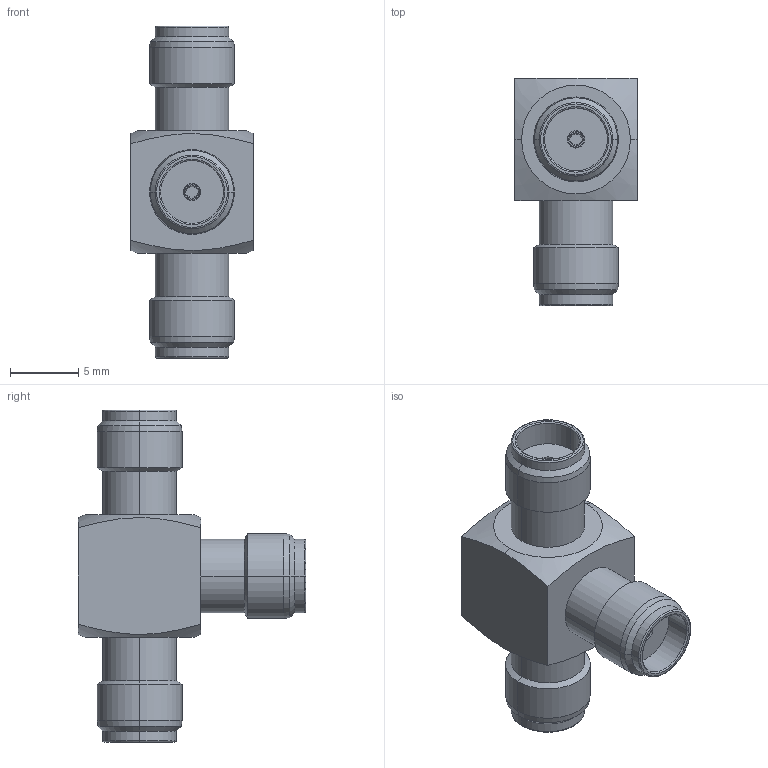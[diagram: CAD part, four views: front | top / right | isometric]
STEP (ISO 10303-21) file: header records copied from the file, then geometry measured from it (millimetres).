
FILE_DESCRIPTION (( 'STEP AP214' ), '1' );
FILE_NAME ('J01155A0011.STEP', '2018-11-16T12:53:07', ( '' ), ( '' ), 'SwSTEP 2.0', 'SolidWorks 2017', '' );
FILE_SCHEMA (( 'AUTOMOTIVE_DESIGN' ));
Length unit declared in the file: millimetre
Products named in the file (1): J01155A0011
Bounding box: 9 x 16.7 x 24.4 mm (x, y, z)
Volume: 1216.1 mm3; surface area: 1028.7 mm2
Topology: 1 solids, 7 shells, 145 faces, 302 edges, 187 vertices
Faces by surface type: cylinder 59, plane 38, cone 30, torus 18
Entity records: 5493 total; most frequent: CARTESIAN_POINT 903, DIRECTION 675, ORIENTED_EDGE 604, EDGE_CURVE 302, AXIS2_PLACEMENT_3D 279, VERTEX_POINT 187, EDGE_LOOP 161, FACE_OUTER_BOUND 145
